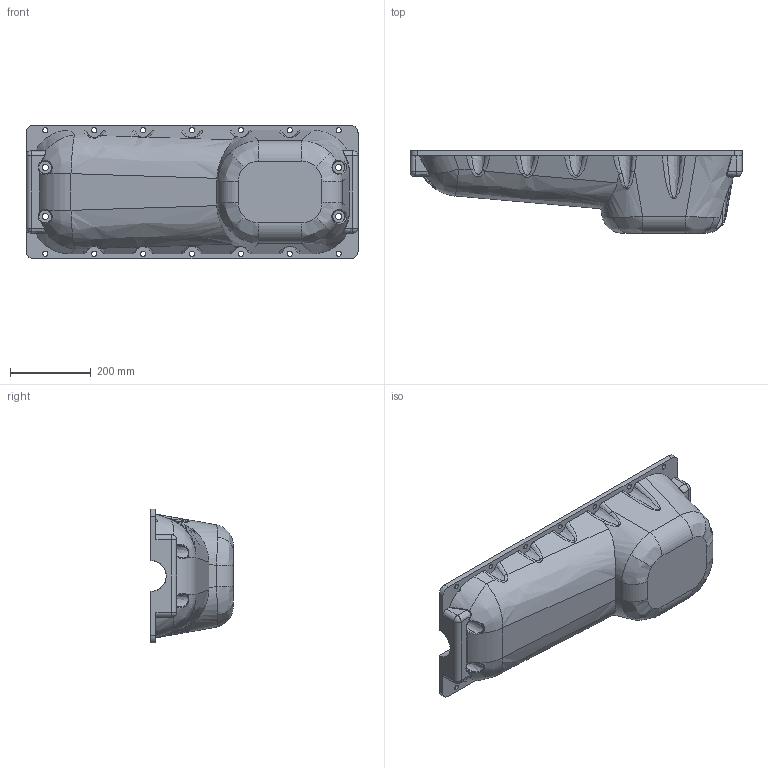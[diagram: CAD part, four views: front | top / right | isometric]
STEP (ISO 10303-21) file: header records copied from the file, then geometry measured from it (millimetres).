
FILE_DESCRIPTION(('FreeCAD Model'),'2;1');
FILE_NAME('Open CASCADE Shape Model','2025-05-04T11:57:59',('FreeCAD'),( 'FreeCAD'),'Open CASCADE STEP processor 7.6','FreeCAD','Unknown');
FILE_SCHEMA(('AUTOMOTIVE_DESIGN { 1 0 10303 214 1 1 1 1 }'));
Length unit declared in the file: millimetre
Products named in the file (1): Open CASCADE STEP translator 7.6 1
Bounding box: 823.02 x 204.16 x 331.76 mm (x, y, z)
Volume: 7331189 mm3; surface area: 1023724.4 mm2
Topology: 1 solids, 1 shells, 270 faces, 726 edges, 450 vertices
Faces by surface type: bspline 270
Entity records: 14461 total; most frequent: CARTESIAN_POINT 10572, ORIENTED_EDGE 1436, EDGE_CURVE 718, VERTEX_POINT 450, B_SPLINE_CURVE_WITH_KNOTS 339, FACE_BOUND 306, EDGE_LOOP 306, ADVANCED_FACE 270
